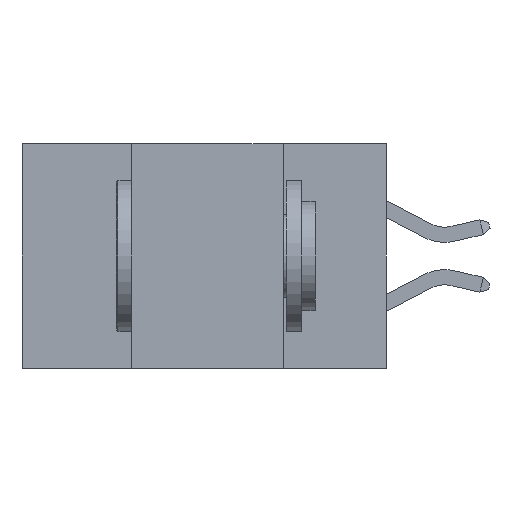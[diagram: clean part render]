
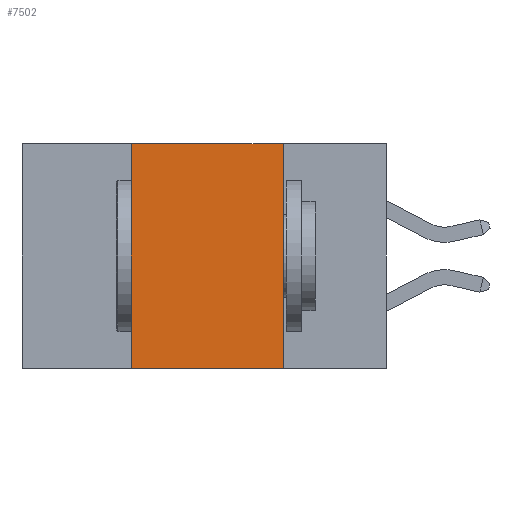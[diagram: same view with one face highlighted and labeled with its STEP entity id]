
A CAD part, left-side view. The second image highlights one B-rep face of the part: STEP entity #7502.
In plain terms, the highlighted planar face has unit normal (-1, 0, 0).
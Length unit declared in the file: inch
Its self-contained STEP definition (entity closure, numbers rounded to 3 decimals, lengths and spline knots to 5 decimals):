
#931 = CARTESIAN_POINT ( 'NONE',  ( 0., 0.17, -0.37 ) ) ;
#1328 = VERTEX_POINT ( 'NONE', #8474 ) ;
#1508 = CARTESIAN_POINT ( 'NONE',  ( 0., 0.17, 0. ) ) ;
#1657 = CARTESIAN_POINT ( 'NONE',  ( 0., 0.6, -0.37 ) ) ;
#1826 = VECTOR ( 'NONE', #5369, 39.37008 ) ;
#1841 = VECTOR ( 'NONE', #9800, 39.37008 ) ;
#2108 = DIRECTION ( 'NONE',  ( 0., 0., -1. ) ) ;
#2613 = EDGE_CURVE ( 'NONE', #1328, #11105, #11470, .T. ) ;
#2653 = CARTESIAN_POINT ( 'NONE',  ( 0., 0.17, 0. ) ) ;
#3274 = EDGE_CURVE ( 'NONE', #1328, #4420, #8847, .T. ) ;
#3476 = LINE ( 'NONE', #1508, #10076 ) ;
#4162 = LINE ( 'NONE', #4386, #1826 ) ;
#4386 = CARTESIAN_POINT ( 'NONE',  ( 0., 0.6, 0. ) ) ;
#4420 = VERTEX_POINT ( 'NONE', #7286 ) ;
#4574 = EDGE_LOOP ( 'NONE', ( #9670, #9972, #5339, #5651 ) ) ;
#5159 = DIRECTION ( 'NONE',  ( 0., -1., 0. ) ) ;
#5339 = ORIENTED_EDGE ( 'NONE', *, *, #3274, .F. ) ;
#5369 = DIRECTION ( 'NONE',  ( 0., -1., 0. ) ) ;
#5651 = ORIENTED_EDGE ( 'NONE', *, *, #2613, .T. ) ;
#5958 = CARTESIAN_POINT ( 'NONE',  ( 0., 0.6, 0. ) ) ;
#6083 = VERTEX_POINT ( 'NONE', #2653 ) ;
#7110 = EDGE_CURVE ( 'NONE', #6083, #11105, #3476, .T. ) ;
#7275 = DIRECTION ( 'NONE',  ( 0., 0., -1. ) ) ;
#7286 = CARTESIAN_POINT ( 'NONE',  ( 0., 0.42, 0. ) ) ;
#7502 = ADVANCED_FACE ( 'NONE', ( #11242 ), #10604, .F. ) ;
#7837 = DIRECTION ( 'NONE',  ( 1., 0., 0. ) ) ;
#8153 = CARTESIAN_POINT ( 'NONE',  ( 0., 0.42, 0. ) ) ;
#8474 = CARTESIAN_POINT ( 'NONE',  ( 0., 0.42, -0.37 ) ) ;
#8847 = LINE ( 'NONE', #8153, #1841 ) ;
#9670 = ORIENTED_EDGE ( 'NONE', *, *, #7110, .F. ) ;
#9800 = DIRECTION ( 'NONE',  ( 0., 0., 1. ) ) ;
#9851 = VECTOR ( 'NONE', #5159, 39.37008 ) ;
#9972 = ORIENTED_EDGE ( 'NONE', *, *, #12117, .F. ) ;
#10076 = VECTOR ( 'NONE', #7275, 39.37008 ) ;
#10604 = PLANE ( 'NONE',  #10917 ) ;
#10917 = AXIS2_PLACEMENT_3D ( 'NONE', #5958, #7837, #2108 ) ;
#11105 = VERTEX_POINT ( 'NONE', #931 ) ;
#11242 = FACE_OUTER_BOUND ( 'NONE', #4574, .T. ) ;
#11470 = LINE ( 'NONE', #1657, #9851 ) ;
#12117 = EDGE_CURVE ( 'NONE', #4420, #6083, #4162, .T. ) ;
